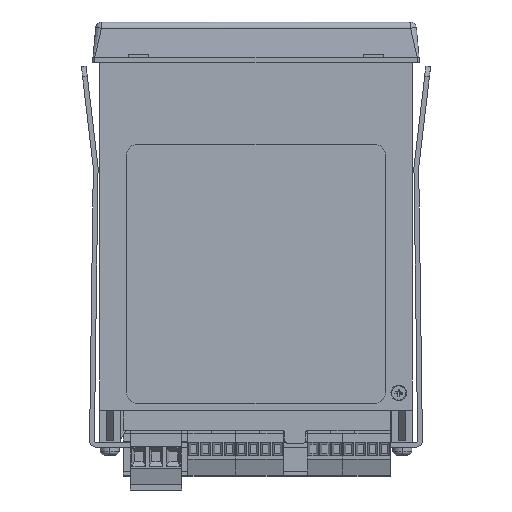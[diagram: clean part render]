
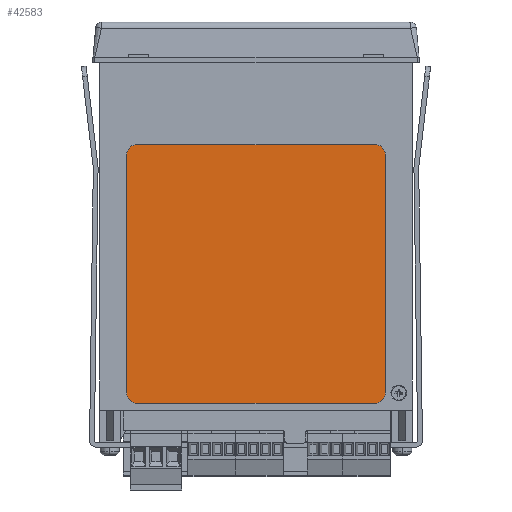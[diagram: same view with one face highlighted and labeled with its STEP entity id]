
A CAD part, front view. The second image highlights one B-rep face of the part: STEP entity #42583.
In plain terms, the highlighted planar face has unit normal (0, -1, 0).
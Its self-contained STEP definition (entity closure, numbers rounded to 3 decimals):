
#2353 = CIRCLE ( 'NONE', #41608, 3. ) ;
#2723 = ORIENTED_EDGE ( 'NONE', *, *, #34542, .T. ) ;
#3430 = VERTEX_POINT ( 'NONE', #41894 ) ;
#4356 = EDGE_CURVE ( 'NONE', #56146, #59333, #7320, .T. ) ;
#4679 = EDGE_CURVE ( 'NONE', #3430, #39472, #24139, .T. ) ;
#5597 = ORIENTED_EDGE ( 'NONE', *, *, #33667, .T. ) ;
#7171 = ORIENTED_EDGE ( 'NONE', *, *, #36012, .T. ) ;
#7280 = DIRECTION ( 'NONE',  ( 0., -1., 0. ) ) ;
#7292 = CIRCLE ( 'NONE', #63145, 3. ) ;
#7320 = CIRCLE ( 'NONE', #11438, 3. ) ;
#7528 = ORIENTED_EDGE ( 'NONE', *, *, #28726, .T. ) ;
#9185 = VERTEX_POINT ( 'NONE', #43918 ) ;
#11438 = AXIS2_PLACEMENT_3D ( 'NONE', #15583, #35302, #55069 ) ;
#12577 = LINE ( 'NONE', #35906, #51995 ) ;
#13196 = DIRECTION ( 'NONE',  ( 0., -1., 0. ) ) ;
#14465 = DIRECTION ( 'NONE',  ( 0., 0., -1. ) ) ;
#15316 = CARTESIAN_POINT ( 'NONE',  ( 38., -21.8, -31. ) ) ;
#15583 = CARTESIAN_POINT ( 'NONE',  ( 35., -21.8, -34. ) ) ;
#19056 = CARTESIAN_POINT ( 'NONE',  ( -35., -21.8, -31. ) ) ;
#21986 = CARTESIAN_POINT ( 'NONE',  ( 35., -21.8, -107. ) ) ;
#22293 = DIRECTION ( 'NONE',  ( 1., 0., 0. ) ) ;
#22689 = CARTESIAN_POINT ( 'NONE',  ( 0., -21.8, 0. ) ) ;
#23188 = CARTESIAN_POINT ( 'NONE',  ( -38., -21.8, -107. ) ) ;
#24139 = LINE ( 'NONE', #23188, #49169 ) ;
#25307 = LINE ( 'NONE', #15316, #29289 ) ;
#25424 = AXIS2_PLACEMENT_3D ( 'NONE', #22689, #42439, #43391 ) ;
#26162 = CARTESIAN_POINT ( 'NONE',  ( -38., -21.8, -104. ) ) ;
#27030 = AXIS2_PLACEMENT_3D ( 'NONE', #46882, #13196, #41689 ) ;
#28043 = CIRCLE ( 'NONE', #27030, 3. ) ;
#28726 = EDGE_CURVE ( 'NONE', #52202, #56146, #29473, .T. ) ;
#28987 = ORIENTED_EDGE ( 'NONE', *, *, #53334, .T. ) ;
#29289 = VECTOR ( 'NONE', #34387, 1000. ) ;
#29473 = LINE ( 'NONE', #63858, #39122 ) ;
#30530 = CARTESIAN_POINT ( 'NONE',  ( 38., -21.8, -104. ) ) ;
#30688 = VERTEX_POINT ( 'NONE', #21986 ) ;
#31670 = EDGE_CURVE ( 'NONE', #39472, #9185, #7292, .T. ) ;
#32396 = FACE_OUTER_BOUND ( 'NONE', #33937, .T. ) ;
#33667 = EDGE_CURVE ( 'NONE', #38681, #3430, #28043, .T. ) ;
#33937 = EDGE_LOOP ( 'NONE', ( #57916, #53884, #28987, #2723, #7528, #46026, #7171, #5597 ) ) ;
#34387 = DIRECTION ( 'NONE',  ( -1., 0., 0. ) ) ;
#34542 = EDGE_CURVE ( 'NONE', #30688, #52202, #2353, .T. ) ;
#35088 = DIRECTION ( 'NONE',  ( 0., 0., -1. ) ) ;
#35302 = DIRECTION ( 'NONE',  ( 0., -1., 0. ) ) ;
#35740 = CARTESIAN_POINT ( 'NONE',  ( 35., -21.8, -104. ) ) ;
#35906 = CARTESIAN_POINT ( 'NONE',  ( 38., -21.8, -107. ) ) ;
#36012 = EDGE_CURVE ( 'NONE', #59333, #38681, #25307, .T. ) ;
#38681 = VERTEX_POINT ( 'NONE', #19056 ) ;
#39032 = CARTESIAN_POINT ( 'NONE',  ( 38., -21.8, -34. ) ) ;
#39122 = VECTOR ( 'NONE', #59650, 1000. ) ;
#39472 = VERTEX_POINT ( 'NONE', #26162 ) ;
#39956 = DIRECTION ( 'NONE',  ( 0., -1., 0. ) ) ;
#40951 = DIRECTION ( 'NONE',  ( 0., 0., -1. ) ) ;
#41608 = AXIS2_PLACEMENT_3D ( 'NONE', #35740, #39956, #35088 ) ;
#41689 = DIRECTION ( 'NONE',  ( 0., 0., -1. ) ) ;
#41894 = CARTESIAN_POINT ( 'NONE',  ( -38., -21.8, -34. ) ) ;
#42439 = DIRECTION ( 'NONE',  ( 0., -1., 0. ) ) ;
#42583 = ADVANCED_FACE ( 'NONE', ( #32396 ), #62239, .T. ) ;
#43391 = DIRECTION ( 'NONE',  ( 0., 0., 1. ) ) ;
#43918 = CARTESIAN_POINT ( 'NONE',  ( -35., -21.8, -107. ) ) ;
#46026 = ORIENTED_EDGE ( 'NONE', *, *, #4356, .T. ) ;
#46071 = CARTESIAN_POINT ( 'NONE',  ( 35., -21.8, -31. ) ) ;
#46882 = CARTESIAN_POINT ( 'NONE',  ( -35., -21.8, -34. ) ) ;
#49169 = VECTOR ( 'NONE', #14465, 1000. ) ;
#51622 = CARTESIAN_POINT ( 'NONE',  ( -35., -21.8, -104. ) ) ;
#51995 = VECTOR ( 'NONE', #22293, 1000. ) ;
#52202 = VERTEX_POINT ( 'NONE', #30530 ) ;
#53334 = EDGE_CURVE ( 'NONE', #9185, #30688, #12577, .T. ) ;
#53884 = ORIENTED_EDGE ( 'NONE', *, *, #31670, .T. ) ;
#55069 = DIRECTION ( 'NONE',  ( 0., 0., -1. ) ) ;
#56146 = VERTEX_POINT ( 'NONE', #39032 ) ;
#57916 = ORIENTED_EDGE ( 'NONE', *, *, #4679, .T. ) ;
#59333 = VERTEX_POINT ( 'NONE', #46071 ) ;
#59650 = DIRECTION ( 'NONE',  ( 0., 0., 1. ) ) ;
#62239 = PLANE ( 'NONE',  #25424 ) ;
#63145 = AXIS2_PLACEMENT_3D ( 'NONE', #51622, #7280, #40951 ) ;
#63858 = CARTESIAN_POINT ( 'NONE',  ( 38., -21.8, -107. ) ) ;
